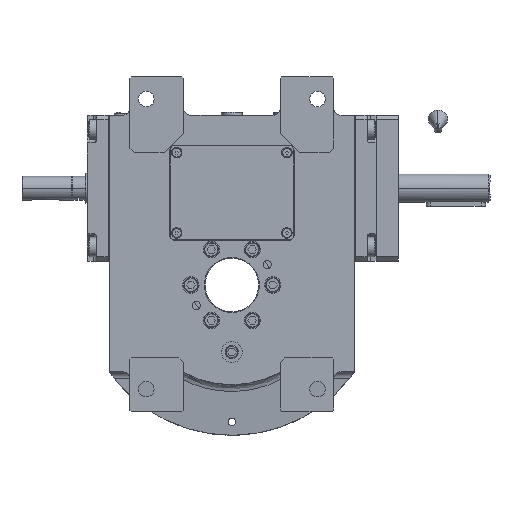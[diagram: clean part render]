
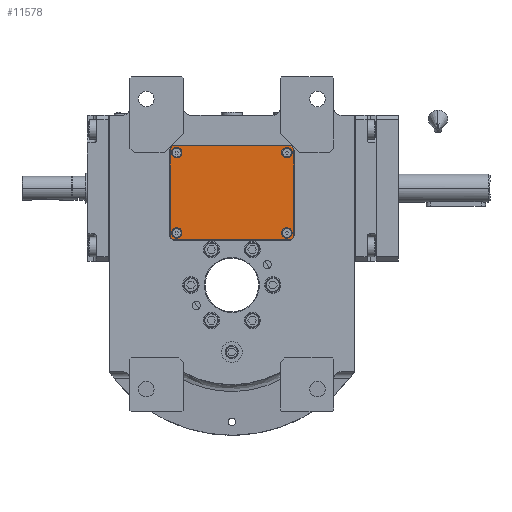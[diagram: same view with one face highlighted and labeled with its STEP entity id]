
A CAD part, front view. The second image highlights one B-rep face of the part: STEP entity #11578.
In plain terms, the highlighted face is planar.
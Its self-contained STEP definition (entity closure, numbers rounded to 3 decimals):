
#403 = ORIENTED_EDGE ( 'NONE', *, *, #31536, .F. ) ;
#772 = LINE ( 'NONE', #35103, #6195 ) ;
#1091 = VECTOR ( 'NONE', #46772, 1000. ) ;
#1772 = EDGE_CURVE ( 'NONE', #41376, #61009, #41764, .T. ) ;
#1958 = CIRCLE ( 'NONE', #43247, 3.5 ) ;
#2946 = DIRECTION ( 'NONE',  ( -1., 0., 0. ) ) ;
#3133 = ORIENTED_EDGE ( 'NONE', *, *, #8862, .T. ) ;
#3494 = CARTESIAN_POINT ( 'NONE',  ( 41.5, 29.5, 3. ) ) ;
#4945 = VECTOR ( 'NONE', #30332, 1000. ) ;
#5967 = EDGE_CURVE ( 'NONE', #61009, #51687, #46253, .T. ) ;
#6052 = ORIENTED_EDGE ( 'NONE', *, *, #7870, .F. ) ;
#6195 = VECTOR ( 'NONE', #29189, 1000. ) ;
#6274 = AXIS2_PLACEMENT_3D ( 'NONE', #23614, #46158, #68664 ) ;
#6344 = EDGE_LOOP ( 'NONE', ( #72109, #24955, #53019, #27564, #3133, #61202, #29704, #10517 ) ) ;
#6389 = CARTESIAN_POINT ( 'NONE',  ( -39.5, 31.5, 3. ) ) ;
#7584 = EDGE_LOOP ( 'NONE', ( #16312, #14584 ) ) ;
#7870 = EDGE_CURVE ( 'NONE', #35270, #28962, #23169, .T. ) ;
#7893 = VECTOR ( 'NONE', #58477, 1000. ) ;
#8404 = AXIS2_PLACEMENT_3D ( 'NONE', #60210, #15882, #72004 ) ;
#8862 = EDGE_CURVE ( 'NONE', #51687, #53074, #17589, .T. ) ;
#9713 = CARTESIAN_POINT ( 'NONE',  ( 40.5, -27., 3. ) ) ;
#10459 = CARTESIAN_POINT ( 'NONE',  ( 33.5, 27., 3. ) ) ;
#10517 = ORIENTED_EDGE ( 'NONE', *, *, #36795, .T. ) ;
#10696 = DIRECTION ( 'NONE',  ( 0., 0., 1. ) ) ;
#11328 = DIRECTION ( 'NONE',  ( 0., 0., 1. ) ) ;
#11487 = DIRECTION ( 'NONE',  ( -1., 0., 0. ) ) ;
#11578 = ADVANCED_FACE ( 'NONE', ( #60252, #51284, #27009, #68234, #11743 ), #17651, .T. ) ;
#11743 = FACE_BOUND ( 'NONE', #68025, .T. ) ;
#12117 = DIRECTION ( 'NONE',  ( 1., 0., 0. ) ) ;
#13312 = CIRCLE ( 'NONE', #6274, 3.5 ) ;
#13665 = CARTESIAN_POINT ( 'NONE',  ( 39.5, 31.5, 3. ) ) ;
#13856 = CARTESIAN_POINT ( 'NONE',  ( -41.5, 29.5, 3. ) ) ;
#14584 = ORIENTED_EDGE ( 'NONE', *, *, #19805, .F. ) ;
#15275 = CARTESIAN_POINT ( 'NONE',  ( 39.5, 31.5, 3. ) ) ;
#15357 = DIRECTION ( 'NONE',  ( 0.707, -0.707, 0. ) ) ;
#15843 = VERTEX_POINT ( 'NONE', #10459 ) ;
#15882 = DIRECTION ( 'NONE',  ( 0., 0., 1. ) ) ;
#16179 = ORIENTED_EDGE ( 'NONE', *, *, #29524, .F. ) ;
#16278 = DIRECTION ( 'NONE',  ( -0.707, 0.707, 0. ) ) ;
#16312 = ORIENTED_EDGE ( 'NONE', *, *, #52918, .F. ) ;
#16540 = AXIS2_PLACEMENT_3D ( 'NONE', #24450, #63233, #39978 ) ;
#16810 = AXIS2_PLACEMENT_3D ( 'NONE', #57506, #10696, #66834 ) ;
#17181 = DIRECTION ( 'NONE',  ( 0., 0., 1. ) ) ;
#17434 = ORIENTED_EDGE ( 'NONE', *, *, #70186, .F. ) ;
#17589 = LINE ( 'NONE', #41226, #1091 ) ;
#17651 = PLANE ( 'NONE',  #72121 ) ;
#18075 = ORIENTED_EDGE ( 'NONE', *, *, #49141, .F. ) ;
#18733 = CIRCLE ( 'NONE', #47071, 3.5 ) ;
#19205 = DIRECTION ( 'NONE',  ( 0., 0., 1. ) ) ;
#19394 = EDGE_CURVE ( 'NONE', #58933, #41376, #27374, .T. ) ;
#19573 = CARTESIAN_POINT ( 'NONE',  ( 37., -27., 3. ) ) ;
#19805 = EDGE_CURVE ( 'NONE', #61112, #33826, #1958, .T. ) ;
#20346 = CARTESIAN_POINT ( 'NONE',  ( -33.5, 27., 3. ) ) ;
#21841 = CARTESIAN_POINT ( 'NONE',  ( 41.5, 29.5, 3. ) ) ;
#22846 = CIRCLE ( 'NONE', #68819, 3.5 ) ;
#23169 = CIRCLE ( 'NONE', #64454, 3.5 ) ;
#23614 = CARTESIAN_POINT ( 'NONE',  ( -37., 27., 3. ) ) ;
#23708 = CARTESIAN_POINT ( 'NONE',  ( -40.5, -27., 3. ) ) ;
#23711 = VERTEX_POINT ( 'NONE', #45391 ) ;
#24074 = CARTESIAN_POINT ( 'NONE',  ( -39.5, -31.5, 3. ) ) ;
#24213 = VECTOR ( 'NONE', #27288, 1000. ) ;
#24450 = CARTESIAN_POINT ( 'NONE',  ( -37., 27., 3. ) ) ;
#24955 = ORIENTED_EDGE ( 'NONE', *, *, #19394, .T. ) ;
#27009 = FACE_BOUND ( 'NONE', #45973, .T. ) ;
#27288 = DIRECTION ( 'NONE',  ( -1., 0., 0. ) ) ;
#27374 = LINE ( 'NONE', #21841, #47893 ) ;
#27564 = ORIENTED_EDGE ( 'NONE', *, *, #5967, .T. ) ;
#28112 = CARTESIAN_POINT ( 'NONE',  ( -37., -27., 3. ) ) ;
#28677 = CARTESIAN_POINT ( 'NONE',  ( -37., -27., 3. ) ) ;
#28962 = VERTEX_POINT ( 'NONE', #68013 ) ;
#29134 = VERTEX_POINT ( 'NONE', #20346 ) ;
#29189 = DIRECTION ( 'NONE',  ( 0.707, 0.707, 0. ) ) ;
#29249 = DIRECTION ( 'NONE',  ( -0.707, -0.707, 0. ) ) ;
#29430 = VECTOR ( 'NONE', #29249, 1000. ) ;
#29524 = EDGE_CURVE ( 'NONE', #46633, #29134, #13312, .T. ) ;
#29704 = ORIENTED_EDGE ( 'NONE', *, *, #34150, .T. ) ;
#30332 = DIRECTION ( 'NONE',  ( 1., 0., 0. ) ) ;
#31536 = EDGE_CURVE ( 'NONE', #52715, #15843, #18733, .T. ) ;
#31759 = CARTESIAN_POINT ( 'NONE',  ( 33.5, -27., 3. ) ) ;
#33634 = VECTOR ( 'NONE', #15357, 1000. ) ;
#33826 = VERTEX_POINT ( 'NONE', #9713 ) ;
#34150 = EDGE_CURVE ( 'NONE', #55477, #52487, #46603, .T. ) ;
#35103 = CARTESIAN_POINT ( 'NONE',  ( 39.5, -31.5, 3. ) ) ;
#35267 = DIRECTION ( 'NONE',  ( 1., 0., 0. ) ) ;
#35270 = VERTEX_POINT ( 'NONE', #23708 ) ;
#36795 = EDGE_CURVE ( 'NONE', #52487, #23711, #772, .T. ) ;
#36955 = CARTESIAN_POINT ( 'NONE',  ( -39.5, 31.5, 3. ) ) ;
#37541 = LINE ( 'NONE', #43456, #33634 ) ;
#38850 = DIRECTION ( 'NONE',  ( 0., 0., 1. ) ) ;
#39816 = DIRECTION ( 'NONE',  ( 0., 0., 1. ) ) ;
#39978 = DIRECTION ( 'NONE',  ( 1., 0., 0. ) ) ;
#40922 = EDGE_CURVE ( 'NONE', #53074, #55477, #37541, .T. ) ;
#41226 = CARTESIAN_POINT ( 'NONE',  ( -41.5, 29.5, 3. ) ) ;
#41376 = VERTEX_POINT ( 'NONE', #15275 ) ;
#41764 = LINE ( 'NONE', #13665, #24213 ) ;
#41951 = ORIENTED_EDGE ( 'NONE', *, *, #62107, .F. ) ;
#43247 = AXIS2_PLACEMENT_3D ( 'NONE', #19573, #19205, #2946 ) ;
#43456 = CARTESIAN_POINT ( 'NONE',  ( -41.5, -29.5, 3. ) ) ;
#44900 = EDGE_LOOP ( 'NONE', ( #403, #17434 ) ) ;
#45391 = CARTESIAN_POINT ( 'NONE',  ( 41.5, -29.5, 3. ) ) ;
#45973 = EDGE_LOOP ( 'NONE', ( #18075, #16179 ) ) ;
#46158 = DIRECTION ( 'NONE',  ( 0., 0., 1. ) ) ;
#46253 = LINE ( 'NONE', #6389, #29430 ) ;
#46603 = LINE ( 'NONE', #24074, #4945 ) ;
#46633 = VERTEX_POINT ( 'NONE', #53902 ) ;
#46772 = DIRECTION ( 'NONE',  ( 0., -1., 0. ) ) ;
#47071 = AXIS2_PLACEMENT_3D ( 'NONE', #57802, #17181, #35267 ) ;
#47767 = LINE ( 'NONE', #53293, #7893 ) ;
#47893 = VECTOR ( 'NONE', #16278, 1000. ) ;
#48407 = CIRCLE ( 'NONE', #16540, 3.5 ) ;
#49141 = EDGE_CURVE ( 'NONE', #29134, #46633, #48407, .T. ) ;
#51284 = FACE_BOUND ( 'NONE', #44900, .T. ) ;
#51412 = CARTESIAN_POINT ( 'NONE',  ( 39.5, -31.5, 3. ) ) ;
#51687 = VERTEX_POINT ( 'NONE', #13856 ) ;
#52487 = VERTEX_POINT ( 'NONE', #51412 ) ;
#52715 = VERTEX_POINT ( 'NONE', #58035 ) ;
#52918 = EDGE_CURVE ( 'NONE', #33826, #61112, #64008, .T. ) ;
#53019 = ORIENTED_EDGE ( 'NONE', *, *, #1772, .T. ) ;
#53074 = VERTEX_POINT ( 'NONE', #63748 ) ;
#53293 = CARTESIAN_POINT ( 'NONE',  ( 41.5, -29.5, 3. ) ) ;
#53902 = CARTESIAN_POINT ( 'NONE',  ( -40.5, 27., 3. ) ) ;
#55477 = VERTEX_POINT ( 'NONE', #69753 ) ;
#55608 = CIRCLE ( 'NONE', #8404, 3.5 ) ;
#57506 = CARTESIAN_POINT ( 'NONE',  ( 37., -27., 3. ) ) ;
#57802 = CARTESIAN_POINT ( 'NONE',  ( 37., 27., 3. ) ) ;
#58035 = CARTESIAN_POINT ( 'NONE',  ( 40.5, 27., 3. ) ) ;
#58477 = DIRECTION ( 'NONE',  ( 0., 1., 0. ) ) ;
#58933 = VERTEX_POINT ( 'NONE', #3494 ) ;
#60210 = CARTESIAN_POINT ( 'NONE',  ( 37., 27., 3. ) ) ;
#60252 = FACE_OUTER_BOUND ( 'NONE', #6344, .T. ) ;
#61009 = VERTEX_POINT ( 'NONE', #36955 ) ;
#61112 = VERTEX_POINT ( 'NONE', #31759 ) ;
#61202 = ORIENTED_EDGE ( 'NONE', *, *, #40922, .T. ) ;
#61544 = DIRECTION ( 'NONE',  ( 1., 0., 0. ) ) ;
#62107 = EDGE_CURVE ( 'NONE', #28962, #35270, #22846, .T. ) ;
#63233 = DIRECTION ( 'NONE',  ( 0., 0., 1. ) ) ;
#63748 = CARTESIAN_POINT ( 'NONE',  ( -41.5, -29.5, 3. ) ) ;
#64008 = CIRCLE ( 'NONE', #16810, 3.5 ) ;
#64454 = AXIS2_PLACEMENT_3D ( 'NONE', #28112, #38850, #11487 ) ;
#66780 = EDGE_CURVE ( 'NONE', #23711, #58933, #47767, .T. ) ;
#66834 = DIRECTION ( 'NONE',  ( 1., 0., 0. ) ) ;
#68013 = CARTESIAN_POINT ( 'NONE',  ( -33.5, -27., 3. ) ) ;
#68025 = EDGE_LOOP ( 'NONE', ( #41951, #6052 ) ) ;
#68234 = FACE_BOUND ( 'NONE', #7584, .T. ) ;
#68664 = DIRECTION ( 'NONE',  ( -1., 0., 0. ) ) ;
#68819 = AXIS2_PLACEMENT_3D ( 'NONE', #28677, #11328, #61544 ) ;
#69753 = CARTESIAN_POINT ( 'NONE',  ( -39.5, -31.5, 3. ) ) ;
#70186 = EDGE_CURVE ( 'NONE', #15843, #52715, #55608, .T. ) ;
#71675 = CARTESIAN_POINT ( 'NONE',  ( 0., 0., 3. ) ) ;
#72004 = DIRECTION ( 'NONE',  ( -1., 0., 0. ) ) ;
#72109 = ORIENTED_EDGE ( 'NONE', *, *, #66780, .T. ) ;
#72121 = AXIS2_PLACEMENT_3D ( 'NONE', #71675, #39816, #12117 ) ;
